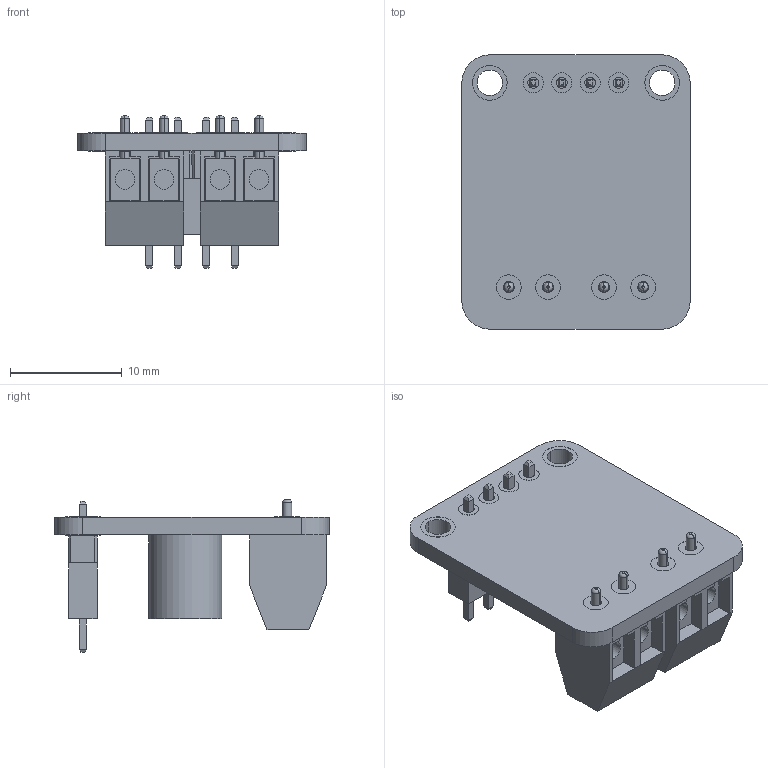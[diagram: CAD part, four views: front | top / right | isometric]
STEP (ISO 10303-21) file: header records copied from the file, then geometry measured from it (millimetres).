
FILE_DESCRIPTION (( 'STEP AP214' ), '1' );
FILE_NAME ('DRV8871.STEP', '2020-04-13T22:59:57', ( '' ), ( '' ), 'SwSTEP 2.0', 'SolidWorks 2019', '' );
FILE_SCHEMA (( 'AUTOMOTIVE_DESIGN' ));
Length unit declared in the file: inch
Products named in the file (5): Adafruit_DRV8871; 1x4malepin; 3.5mm_screw_term; DRV8871; 1x4femalepin
Assembly tree (5 placements, depth 2):
  DRV8871
    Adafruit_DRV8871
    1x4malepin
    1x4femalepin
    3.5mm_screw_term  x2
Bounding box: 20.4 x 24.5 x 13.66 mm (x, y, z)
Volume: 1820.5 mm3; surface area: 2872.1 mm2
Topology: 5 solids, 5 shells, 527 faces, 1296 edges, 832 vertices
Faces by surface type: plane 349, cylinder 162, bspline 8, torus 8
Entity records: 17194 total; most frequent: CARTESIAN_POINT 2557, DIRECTION 1928, ORIENTED_EDGE 1916, EDGE_CURVE 958, LINE 682, VECTOR 682, AXIS2_PLACEMENT_3D 623, VERTEX_POINT 612
